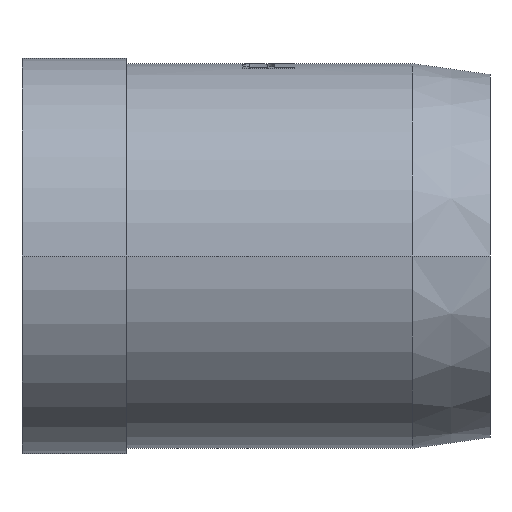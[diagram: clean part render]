
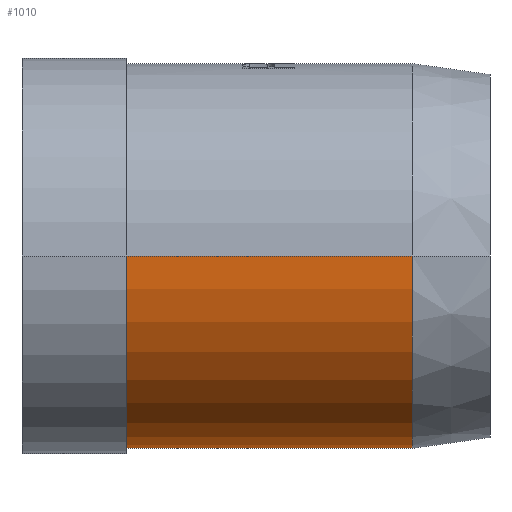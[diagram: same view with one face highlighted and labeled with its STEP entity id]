
A CAD part, front view. The second image highlights one B-rep face of the part: STEP entity #1010.
In plain terms, the highlighted cylindrical face has radius 7.4 mm (diameter 14.8 mm), a partial arc.
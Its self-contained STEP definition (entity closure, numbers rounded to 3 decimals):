
#460=CARTESIAN_POINT('',(15.,-7.4,0.));
#470=VERTEX_POINT('',#460);
#500=CARTESIAN_POINT('',(15.,0.,0.));
#510=DIRECTION('',(-1.,0.,0.));
#520=DIRECTION('',(0.,1.,0.));
#530=AXIS2_PLACEMENT_3D('',#500,#510,#520);
#540=CIRCLE('',#530,7.4);
#550=CARTESIAN_POINT('',(15.,7.4,0.));
#560=VERTEX_POINT('',#550);
#690=CARTESIAN_POINT('',(9.5,0.,0.));
#700=DIRECTION('',(1.,-0.,-0.));
#710=DIRECTION('',(-0.,-1.,0.));
#720=AXIS2_PLACEMENT_3D('',#690,#700,#710);
#730=CYLINDRICAL_SURFACE('',#720,7.4);
#740=CARTESIAN_POINT('',(9.5,-7.4,0.));
#750=DIRECTION('',(1.,-0.,-0.));
#760=VECTOR('',#750,1.);
#770=LINE('',#740,#760);
#780=CARTESIAN_POINT('',(4.,-7.4,0.));
#790=VERTEX_POINT('',#780);
#800=EDGE_CURVE('',#790,#470,#770,.T.);
#810=ORIENTED_EDGE('',*,*,#800,.F.);
#820=EDGE_CURVE('',#560,#470,#540,.T.);
#830=ORIENTED_EDGE('',*,*,#820,.T.);
#840=CARTESIAN_POINT('',(9.5,7.4,0.));
#850=DIRECTION('',(1.,-0.,-0.));
#860=VECTOR('',#850,1.);
#870=LINE('',#840,#860);
#880=CARTESIAN_POINT('',(4.,7.4,0.));
#890=VERTEX_POINT('',#880);
#900=EDGE_CURVE('',#890,#560,#870,.T.);
#910=ORIENTED_EDGE('',*,*,#900,.T.);
#920=CARTESIAN_POINT('',(4.,0.,0.));
#930=DIRECTION('',(-1.,0.,0.));
#940=DIRECTION('',(0.,1.,0.));
#950=AXIS2_PLACEMENT_3D('',#920,#930,#940);
#960=CIRCLE('',#950,7.4);
#970=EDGE_CURVE('',#890,#790,#960,.T.);
#980=ORIENTED_EDGE('',*,*,#970,.F.);
#990=EDGE_LOOP('',(#980,#910,#830,#810));
#1000=FACE_OUTER_BOUND('',#990,.T.);
#1010=ADVANCED_FACE('',(#1000),#730,.T.);
